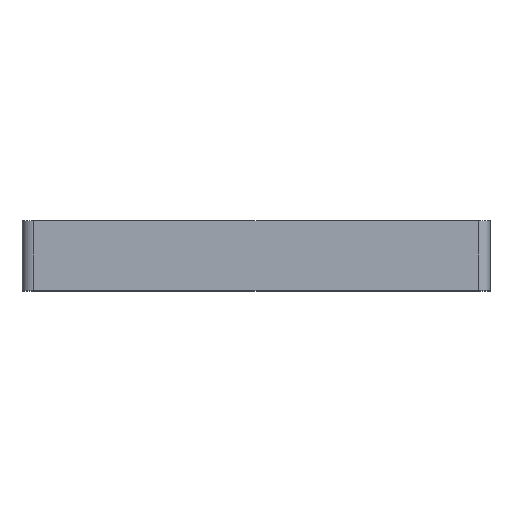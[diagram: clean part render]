
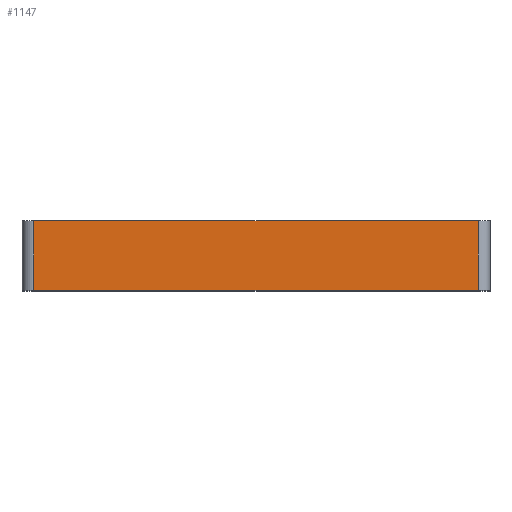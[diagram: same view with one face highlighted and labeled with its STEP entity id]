
A CAD part, top view. The second image highlights one B-rep face of the part: STEP entity #1147.
In plain terms, the highlighted planar face has unit normal (0, 0, 1).
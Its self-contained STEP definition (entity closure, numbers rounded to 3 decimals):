
#314=CARTESIAN_POINT('',(190.75,-3.0,238.0));
#315=VERTEX_POINT('',#314);
#323=CARTESIAN_POINT('',(-190.75,-3.0,238.0));
#324=VERTEX_POINT('',#323);
#325=CARTESIAN_POINT('',(190.75,-3.0,238.0));
#326=DIRECTION('',(-1.0,0.0,0.0));
#327=VECTOR('',#326,381.5);
#328=LINE('',#325,#327);
#329=EDGE_CURVE('',#315,#324,#328,.T.);
#825=CARTESIAN_POINT('',(-190.75,57.0,238.0));
#826=VERTEX_POINT('',#825);
#834=CARTESIAN_POINT('',(190.75,57.0,238.0));
#835=VERTEX_POINT('',#834);
#836=CARTESIAN_POINT('',(-190.75,57.0,238.0));
#837=DIRECTION('',(1.0,0.0,0.0));
#838=VECTOR('',#837,381.5);
#839=LINE('',#836,#838);
#840=EDGE_CURVE('',#826,#835,#839,.T.);
#1071=CARTESIAN_POINT('',(190.75,57.0,238.0));
#1072=DIRECTION('',(0.0,-1.0,0.0));
#1073=VECTOR('',#1072,60.0);
#1074=LINE('',#1071,#1073);
#1075=EDGE_CURVE('',#835,#315,#1074,.T.);
#1127=CARTESIAN_POINT('',(-190.75,-3.0,238.0));
#1128=DIRECTION('',(0.0,1.0,0.0));
#1129=VECTOR('',#1128,60.0);
#1130=LINE('',#1127,#1129);
#1131=EDGE_CURVE('',#324,#826,#1130,.T.);
#1136=CARTESIAN_POINT('',(-200.75,0.0,238.0));
#1137=DIRECTION('',(0.0,0.0,1.0));
#1138=DIRECTION('',(1.0,0.0,0.0));
#1139=AXIS2_PLACEMENT_3D('',#1136,#1137,#1138);
#1140=PLANE('',#1139);
#1141=ORIENTED_EDGE('',*,*,#1075,.F.);
#1142=ORIENTED_EDGE('',*,*,#840,.F.);
#1143=ORIENTED_EDGE('',*,*,#1131,.F.);
#1144=ORIENTED_EDGE('',*,*,#329,.F.);
#1145=EDGE_LOOP('',(#1141,#1142,#1143,#1144));
#1146=FACE_OUTER_BOUND('',#1145,.T.);
#1147=ADVANCED_FACE('',(#1146),#1140,.T.);
